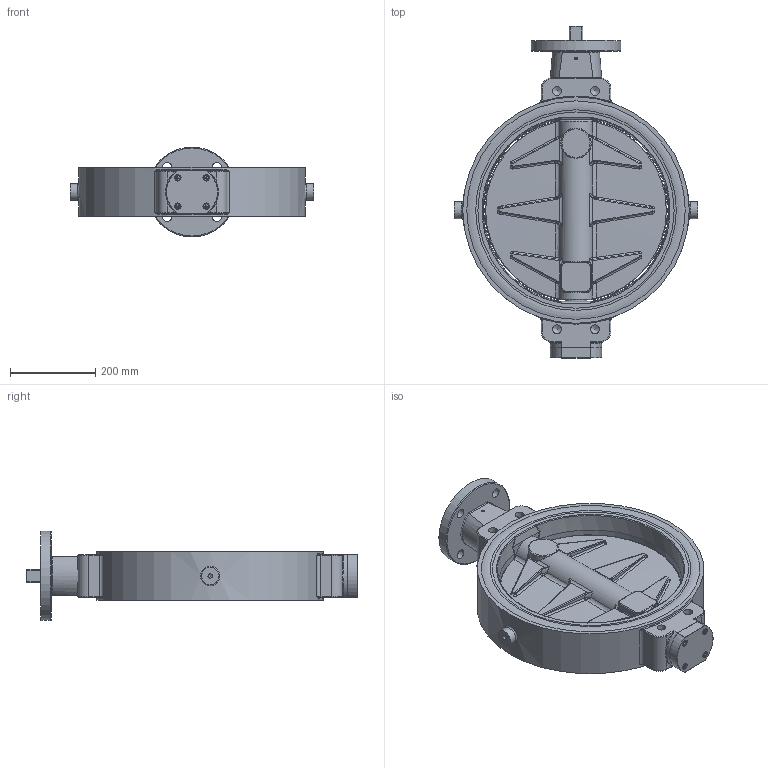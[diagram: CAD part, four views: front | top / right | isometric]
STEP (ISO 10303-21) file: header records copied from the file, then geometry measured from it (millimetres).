
FILE_DESCRIPTION((''),'2;1');
FILE_NAME('Z011-K1-GG-DN450-2.stp','2007-10-10T15:54:56',('hellwig'),(''),'Autodesk Inventor 11','Autodesk Inventor 11','');
FILE_SCHEMA(('AUTOMOTIVE_DESIGN { 1 0 10303 214 1 1 1 1 }'));
Length unit declared in the file: millimetre
Products named in the file (1): Bauteil1
Bounding box: 570 x 777 x 210 mm (x, y, z)
Volume: 14970197.3 mm3; surface area: 1332305.5 mm2
Topology: 1 solids, 15 shells, 1520 faces, 3849 edges, 2321 vertices
Faces by surface type: bspline 636, plane 451, cylinder 268, cone 63, torus 62, sphere 40
Full cylindrical faces by diameter (mm): 8 x4, 10.106 x1, 13 x4, 20.752 x4, 28 x1, 38 x3, 38.1 x1, 40 x1, 42 x1, 45 x1, 45.1 x1, 50 x8, 50.1 x3, 50.2 x6, 50.5 x2, 56 x3, 57.2 x1, 58 x2, 58.8 x2, 60 x1, 60.2 x1, 62 x4, 69.5 x1, 70 x2, 72 x1, 77 x1, 78 x1, 130.2 x1, 210 x1, 451.7 x1
Entity records: 106184 total; most frequent: CARTESIAN_POINT 75266, ORIENTED_EDGE 6978, DIRECTION 5037, EDGE_CURVE 3489, VERTEX_POINT 2222, AXIS2_PLACEMENT_3D 1900, EDGE_LOOP 1820, FACE_OUTER_BOUND 1520
